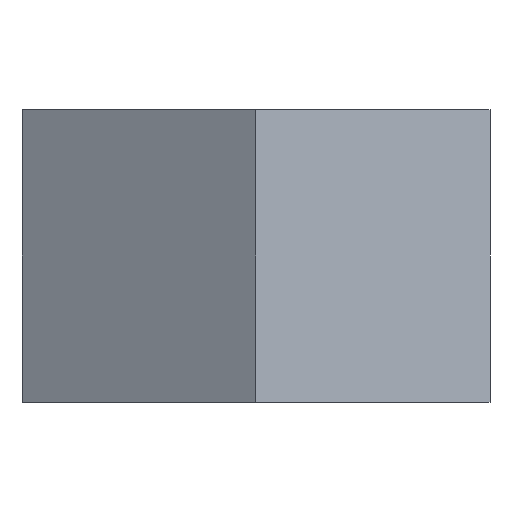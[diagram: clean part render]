
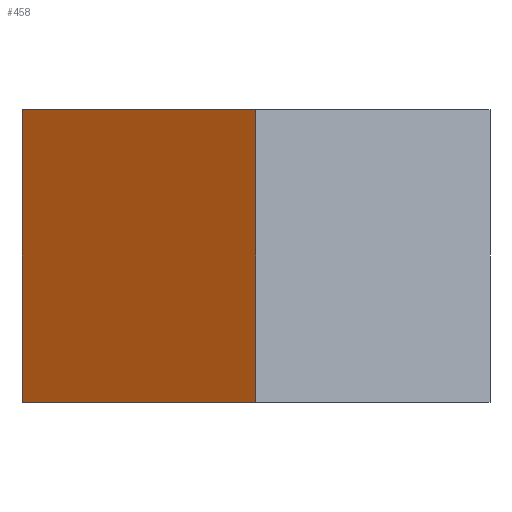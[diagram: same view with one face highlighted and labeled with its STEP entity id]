
A CAD part, left-side view. The second image highlights one B-rep face of the part: STEP entity #458.
In plain terms, the highlighted planar face has unit normal (-0.866, 0.5, 0).
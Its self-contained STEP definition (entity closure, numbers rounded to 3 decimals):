
#22=PLANE('',#500);
#54=FACE_OUTER_BOUND('',#81,.T.);
#81=EDGE_LOOP('',(#401,#402,#403,#404));
#130=LINE('',#1710,#162);
#143=LINE('',#1736,#175);
#144=LINE('',#1739,#176);
#145=LINE('',#1740,#177);
#162=VECTOR('',#560,10.);
#175=VECTOR('',#583,10.);
#176=VECTOR('',#586,10.);
#177=VECTOR('',#587,10.);
#210=VERTEX_POINT('',#1707);
#211=VERTEX_POINT('',#1709);
#219=VERTEX_POINT('',#1734);
#220=VERTEX_POINT('',#1738);
#270=EDGE_CURVE('',#210,#211,#130,.T.);
#283=EDGE_CURVE('',#219,#211,#143,.T.);
#284=EDGE_CURVE('',#220,#219,#144,.T.);
#285=EDGE_CURVE('',#220,#210,#145,.T.);
#401=ORIENTED_EDGE('',*,*,#284,.T.);
#402=ORIENTED_EDGE('',*,*,#283,.T.);
#403=ORIENTED_EDGE('',*,*,#270,.F.);
#404=ORIENTED_EDGE('',*,*,#285,.F.);
#458=ADVANCED_FACE('',(#54),#22,.T.);
#500=AXIS2_PLACEMENT_3D('',#1737,#584,#585);
#560=DIRECTION('',(-0.5,-0.866,0.));
#583=DIRECTION('',(0.,0.,1.));
#584=DIRECTION('center_axis',(-0.866,0.5,0.));
#585=DIRECTION('ref_axis',(-0.5,-0.866,0.));
#586=DIRECTION('',(-0.5,-0.866,0.));
#587=DIRECTION('',(0.,0.,1.));
#1707=CARTESIAN_POINT('',(-3.666,6.35,7.938));
#1709=CARTESIAN_POINT('',(-7.332,0.,7.938));
#1710=CARTESIAN_POINT('',(-3.666,6.35,7.938));
#1734=CARTESIAN_POINT('',(-7.332,0.,0.));
#1736=CARTESIAN_POINT('',(-7.332,0.,0.));
#1737=CARTESIAN_POINT('Origin',(-3.666,6.35,0.));
#1738=CARTESIAN_POINT('',(-3.666,6.35,0.));
#1739=CARTESIAN_POINT('',(-3.666,6.35,0.));
#1740=CARTESIAN_POINT('',(-3.666,6.35,0.));
